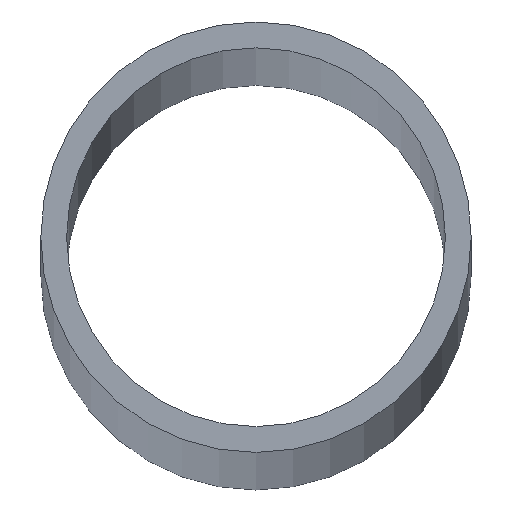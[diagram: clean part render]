
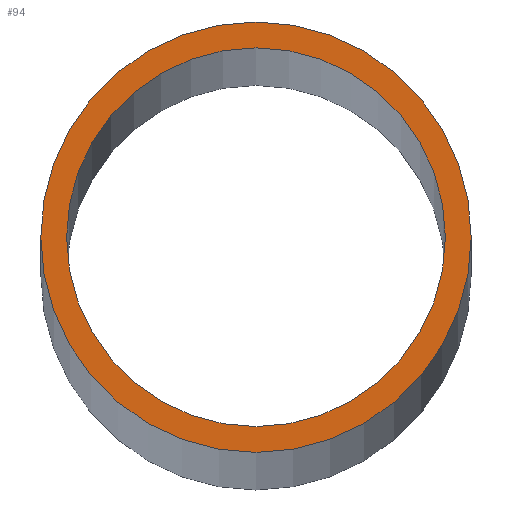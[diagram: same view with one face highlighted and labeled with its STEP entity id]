
A CAD part, top view. The second image highlights one B-rep face of the part: STEP entity #94.
In plain terms, the highlighted planar face has unit normal (0, 0, 1).
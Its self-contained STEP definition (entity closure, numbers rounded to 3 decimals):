
#8 = EDGE_LOOP ( 'NONE', ( #162 ) ) ;
#9 = DIRECTION ( 'NONE',  ( 1., 0., 0. ) ) ;
#11 = CIRCLE ( 'NONE', #39, 17.6 ) ;
#12 = PLANE ( 'NONE',  #21 ) ;
#16 = FACE_OUTER_BOUND ( 'NONE', #156, .T. ) ;
#18 = CARTESIAN_POINT ( 'NONE',  ( 0., 0., 2000. ) ) ;
#21 = AXIS2_PLACEMENT_3D ( 'NONE', #58, #133, #124 ) ;
#32 = AXIS2_PLACEMENT_3D ( 'NONE', #75, #79, #76 ) ;
#39 = AXIS2_PLACEMENT_3D ( 'NONE', #18, #41, #9 ) ;
#41 = DIRECTION ( 'NONE',  ( 0., 0., 1. ) ) ;
#43 = ORIENTED_EDGE ( 'NONE', *, *, #54, .T. ) ;
#46 = EDGE_CURVE ( 'NONE', #125, #125, #11, .T. ) ;
#54 = EDGE_CURVE ( 'NONE', #88, #88, #152, .T. ) ;
#58 = CARTESIAN_POINT ( 'NONE',  ( 0., 0., 2000. ) ) ;
#70 = CARTESIAN_POINT ( 'NONE',  ( 17.6, 0., 2000. ) ) ;
#75 = CARTESIAN_POINT ( 'NONE',  ( 0., 0., 2000. ) ) ;
#76 = DIRECTION ( 'NONE',  ( 1., 0., 0. ) ) ;
#79 = DIRECTION ( 'NONE',  ( 0., 0., 1. ) ) ;
#88 = VERTEX_POINT ( 'NONE', #96 ) ;
#92 = FACE_BOUND ( 'NONE', #8, .T. ) ;
#94 = ADVANCED_FACE ( 'NONE', ( #16, #92 ), #12, .T. ) ;
#96 = CARTESIAN_POINT ( 'NONE',  ( 20., 0., 2000. ) ) ;
#124 = DIRECTION ( 'NONE',  ( 1., 0., 0. ) ) ;
#125 = VERTEX_POINT ( 'NONE', #70 ) ;
#133 = DIRECTION ( 'NONE',  ( 0., 0., 1. ) ) ;
#152 = CIRCLE ( 'NONE', #32, 20. ) ;
#156 = EDGE_LOOP ( 'NONE', ( #43 ) ) ;
#162 = ORIENTED_EDGE ( 'NONE', *, *, #46, .F. ) ;
